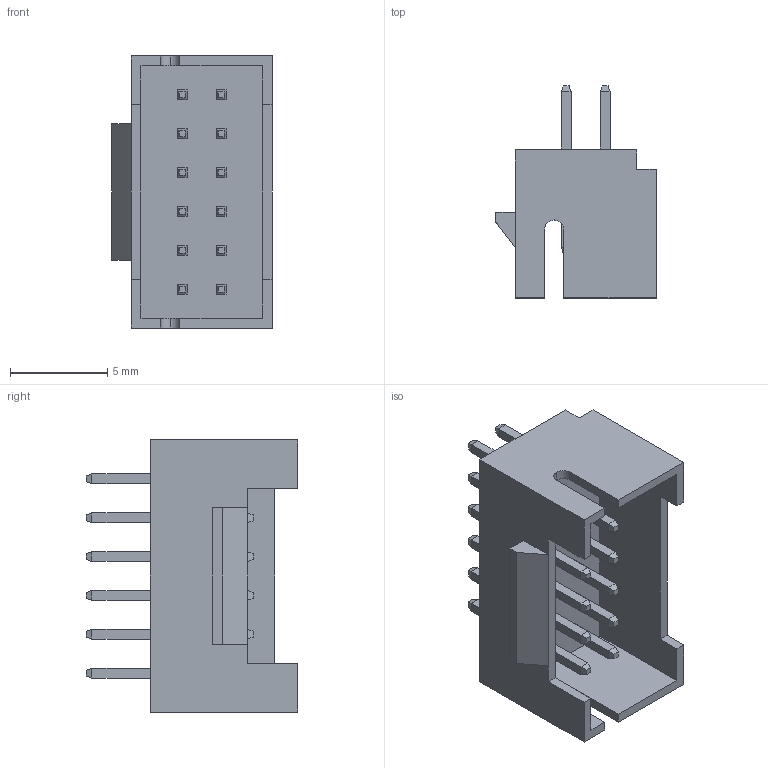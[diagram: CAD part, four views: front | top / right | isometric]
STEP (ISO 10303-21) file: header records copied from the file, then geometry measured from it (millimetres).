
FILE_DESCRIPTION((''),'2;1');
FILE_NAME('PHB2-6','2016-07-27T',('31033'),(''),'PRO/ENGINEER BY PARAMETRIC TECHNOLOGY CORPORATION, 2015240','PRO/ENGINEER BY PARAMETRIC TECHNOLOGY CORPORATION, 2015240','');
FILE_SCHEMA(('AUTOMOTIVE_DESIGN { 1 2 10303 214 0 1 1 1 }'));
Length unit declared in the file: millimetre
Products named in the file (1): PHB2-6
Bounding box: 8.25 x 10.9 x 14 mm (x, y, z)
Volume: 308.6 mm3; surface area: 831 mm2
Topology: 1 solids, 1 shells, 251 faces, 577 edges, 352 vertices
Faces by surface type: plane 247, cylinder 4
Entity records: 8614 total; most frequent: CARTESIAN_POINT 1182, ORIENTED_EDGE 1154, DIRECTION 1087, EDGE_CURVE 577, VECTOR 569, LINE 569, VERTEX_POINT 352, EDGE_LOOP 275
